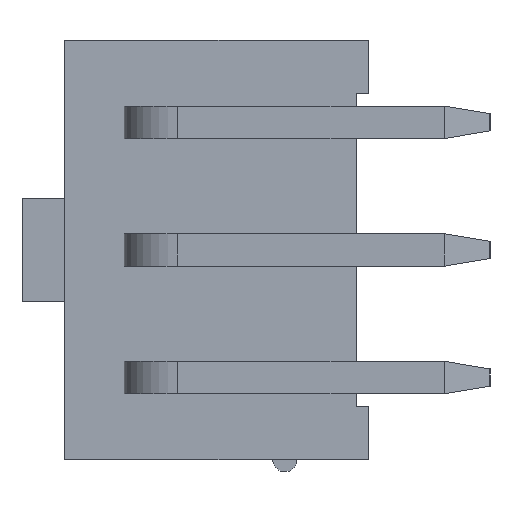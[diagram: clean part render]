
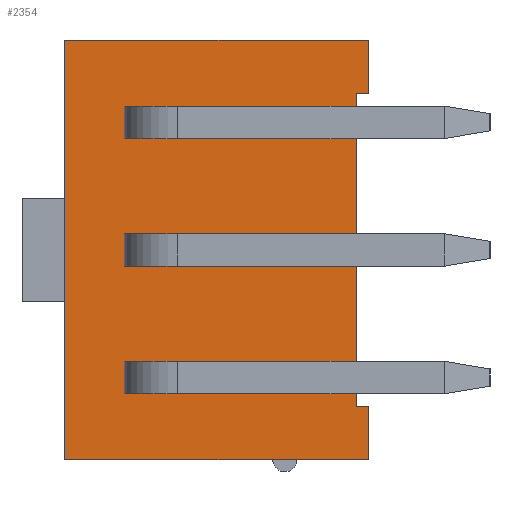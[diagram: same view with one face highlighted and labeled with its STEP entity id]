
A CAD part, left-side view. The second image highlights one B-rep face of the part: STEP entity #2354.
In plain terms, the highlighted planar face has unit normal (-1, 0, 0).
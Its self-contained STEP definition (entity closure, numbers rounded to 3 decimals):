
#1=DIRECTION('',(0.,-1.,0.));
#2=VECTOR('',#1,10.);
#3=CARTESIAN_POINT('',(-6.4,5.,6.9));
#4=LINE('',#3,#2);
#5=DIRECTION('',(0.,0.,-1.));
#6=VECTOR('',#5,1.75);
#7=CARTESIAN_POINT('',(-6.4,-5.,6.9));
#8=LINE('',#7,#6);
#9=DIRECTION('',(0.,1.,0.));
#10=VECTOR('',#9,0.4);
#11=CARTESIAN_POINT('',(-6.4,-5.,5.15));
#12=LINE('',#11,#10);
#13=DIRECTION('',(0.,0.,-1.));
#14=VECTOR('',#13,10.3);
#15=CARTESIAN_POINT('',(-6.4,-4.6,5.15));
#16=LINE('',#15,#14);
#17=DIRECTION('',(0.,-1.,0.));
#18=VECTOR('',#17,0.4);
#19=CARTESIAN_POINT('',(-6.4,-4.6,-5.15));
#20=LINE('',#19,#18);
#21=DIRECTION('',(0.,0.,-1.));
#22=VECTOR('',#21,1.75);
#23=CARTESIAN_POINT('',(-6.4,-5.,-5.15));
#24=LINE('',#23,#22);
#25=DIRECTION('',(0.,1.,0.));
#26=VECTOR('',#25,10.);
#27=CARTESIAN_POINT('',(-6.4,-5.,-6.9));
#28=LINE('',#27,#26);
#29=DIRECTION('',(0.,0.,1.));
#30=VECTOR('',#29,13.8);
#31=CARTESIAN_POINT('',(-6.4,5.,-6.9));
#32=LINE('',#31,#30);
#33=DIRECTION('',(0.,1.,0.));
#34=VECTOR('',#33,1.076);
#35=CARTESIAN_POINT('',(-6.4,-2.245,-4.735));
#36=LINE('',#35,#34);
#37=DIRECTION('',(0.,0.,1.));
#38=VECTOR('',#37,1.07);
#39=CARTESIAN_POINT('',(-6.4,-2.245,-4.735));
#40=LINE('',#39,#38);
#41=DIRECTION('',(0.,1.,0.));
#42=VECTOR('',#41,1.076);
#43=CARTESIAN_POINT('',(-6.4,-2.245,-3.665));
#44=LINE('',#43,#42);
#45=DIRECTION('',(0.,0.,1.));
#46=VECTOR('',#45,1.07);
#47=CARTESIAN_POINT('',(-6.4,-1.169,-4.735));
#48=LINE('',#47,#46);
#49=DIRECTION('',(0.,1.,0.));
#50=VECTOR('',#49,1.07);
#51=CARTESIAN_POINT('',(-6.4,1.965,-4.735));
#52=LINE('',#51,#50);
#53=DIRECTION('',(0.,0.,1.));
#54=VECTOR('',#53,1.07);
#55=CARTESIAN_POINT('',(-6.4,1.965,-4.735));
#56=LINE('',#55,#54);
#57=DIRECTION('',(0.,1.,0.));
#58=VECTOR('',#57,1.07);
#59=CARTESIAN_POINT('',(-6.4,1.965,-3.665));
#60=LINE('',#59,#58);
#61=DIRECTION('',(0.,0.,1.));
#62=VECTOR('',#61,1.07);
#63=CARTESIAN_POINT('',(-6.4,3.035,-4.735));
#64=LINE('',#63,#62);
#65=DIRECTION('',(0.,1.,0.));
#66=VECTOR('',#65,1.076);
#67=CARTESIAN_POINT('',(-6.4,-2.245,-0.535));
#68=LINE('',#67,#66);
#69=DIRECTION('',(0.,0.,1.));
#70=VECTOR('',#69,1.07);
#71=CARTESIAN_POINT('',(-6.4,-2.245,-0.535));
#72=LINE('',#71,#70);
#73=DIRECTION('',(0.,1.,0.));
#74=VECTOR('',#73,1.076);
#75=CARTESIAN_POINT('',(-6.4,-2.245,0.535));
#76=LINE('',#75,#74);
#77=DIRECTION('',(0.,0.,1.));
#78=VECTOR('',#77,1.07);
#79=CARTESIAN_POINT('',(-6.4,-1.169,-0.535));
#80=LINE('',#79,#78);
#81=DIRECTION('',(0.,1.,0.));
#82=VECTOR('',#81,1.07);
#83=CARTESIAN_POINT('',(-6.4,1.965,-0.535));
#84=LINE('',#83,#82);
#85=DIRECTION('',(0.,0.,1.));
#86=VECTOR('',#85,1.07);
#87=CARTESIAN_POINT('',(-6.4,1.965,-0.535));
#88=LINE('',#87,#86);
#89=DIRECTION('',(0.,1.,0.));
#90=VECTOR('',#89,1.07);
#91=CARTESIAN_POINT('',(-6.4,1.965,0.535));
#92=LINE('',#91,#90);
#93=DIRECTION('',(0.,0.,1.));
#94=VECTOR('',#93,1.07);
#95=CARTESIAN_POINT('',(-6.4,3.035,-0.535));
#96=LINE('',#95,#94);
#97=DIRECTION('',(0.,1.,0.));
#98=VECTOR('',#97,1.076);
#99=CARTESIAN_POINT('',(-6.4,-2.245,3.665));
#100=LINE('',#99,#98);
#101=DIRECTION('',(0.,0.,1.));
#102=VECTOR('',#101,1.07);
#103=CARTESIAN_POINT('',(-6.4,-2.245,3.665));
#104=LINE('',#103,#102);
#105=DIRECTION('',(0.,1.,0.));
#106=VECTOR('',#105,1.076);
#107=CARTESIAN_POINT('',(-6.4,-2.245,4.735));
#108=LINE('',#107,#106);
#109=DIRECTION('',(0.,0.,1.));
#110=VECTOR('',#109,1.07);
#111=CARTESIAN_POINT('',(-6.4,-1.169,3.665));
#112=LINE('',#111,#110);
#113=DIRECTION('',(0.,1.,0.));
#114=VECTOR('',#113,1.07);
#115=CARTESIAN_POINT('',(-6.4,1.965,3.665));
#116=LINE('',#115,#114);
#117=DIRECTION('',(0.,0.,1.));
#118=VECTOR('',#117,1.07);
#119=CARTESIAN_POINT('',(-6.4,1.965,3.665));
#120=LINE('',#119,#118);
#121=DIRECTION('',(0.,1.,0.));
#122=VECTOR('',#121,1.07);
#123=CARTESIAN_POINT('',(-6.4,1.965,4.735));
#124=LINE('',#123,#122);
#125=DIRECTION('',(0.,0.,1.));
#126=VECTOR('',#125,1.07);
#127=CARTESIAN_POINT('',(-6.4,3.035,3.665));
#128=LINE('',#127,#126);
#1735=CARTESIAN_POINT('',(-6.4,5.,6.9));
#1736=CARTESIAN_POINT('',(-6.4,-5.,6.9));
#1737=VERTEX_POINT('',#1735);
#1738=VERTEX_POINT('',#1736);
#1739=CARTESIAN_POINT('',(-6.4,-5.,5.15));
#1740=VERTEX_POINT('',#1739);
#1741=CARTESIAN_POINT('',(-6.4,-5.,-6.9));
#1742=CARTESIAN_POINT('',(-6.4,5.,-6.9));
#1743=VERTEX_POINT('',#1741);
#1744=VERTEX_POINT('',#1742);
#1753=CARTESIAN_POINT('',(-6.4,-4.6,5.15));
#1754=VERTEX_POINT('',#1753);
#1755=CARTESIAN_POINT('',(-6.4,-4.6,-5.15));
#1756=VERTEX_POINT('',#1755);
#1757=CARTESIAN_POINT('',(-6.4,-5.,-5.15));
#1758=VERTEX_POINT('',#1757);
#1815=CARTESIAN_POINT('',(-6.4,1.965,-4.735));
#1816=VERTEX_POINT('',#1815);
#1817=CARTESIAN_POINT('',(-6.4,3.035,-4.735));
#1818=VERTEX_POINT('',#1817);
#1819=CARTESIAN_POINT('',(-6.4,1.965,-3.665));
#1820=VERTEX_POINT('',#1819);
#1821=CARTESIAN_POINT('',(-6.4,3.035,-3.665));
#1822=VERTEX_POINT('',#1821);
#1863=CARTESIAN_POINT('',(-6.4,-2.245,-4.735));
#1864=CARTESIAN_POINT('',(-6.4,-1.169,-4.735));
#1865=VERTEX_POINT('',#1863);
#1866=VERTEX_POINT('',#1864);
#1867=CARTESIAN_POINT('',(-6.4,-2.245,-3.665));
#1868=CARTESIAN_POINT('',(-6.4,-1.169,-3.665));
#1869=VERTEX_POINT('',#1867);
#1870=VERTEX_POINT('',#1868);
#2055=CARTESIAN_POINT('',(-6.4,-2.245,-0.535));
#2056=CARTESIAN_POINT('',(-6.4,-1.169,-0.535));
#2057=VERTEX_POINT('',#2055);
#2058=VERTEX_POINT('',#2056);
#2059=CARTESIAN_POINT('',(-6.4,1.965,-0.535));
#2060=CARTESIAN_POINT('',(-6.4,3.035,-0.535));
#2061=VERTEX_POINT('',#2059);
#2062=VERTEX_POINT('',#2060);
#2063=CARTESIAN_POINT('',(-6.4,-2.245,0.535));
#2064=CARTESIAN_POINT('',(-6.4,-1.169,0.535));
#2065=VERTEX_POINT('',#2063);
#2066=VERTEX_POINT('',#2064);
#2067=CARTESIAN_POINT('',(-6.4,1.965,0.535));
#2068=CARTESIAN_POINT('',(-6.4,3.035,0.535));
#2069=VERTEX_POINT('',#2067);
#2070=VERTEX_POINT('',#2068);
#2111=CARTESIAN_POINT('',(-6.4,-2.245,3.665));
#2112=CARTESIAN_POINT('',(-6.4,-1.169,3.665));
#2113=VERTEX_POINT('',#2111);
#2114=VERTEX_POINT('',#2112);
#2115=CARTESIAN_POINT('',(-6.4,1.965,3.665));
#2116=CARTESIAN_POINT('',(-6.4,3.035,3.665));
#2117=VERTEX_POINT('',#2115);
#2118=VERTEX_POINT('',#2116);
#2119=CARTESIAN_POINT('',(-6.4,-2.245,4.735));
#2120=CARTESIAN_POINT('',(-6.4,-1.169,4.735));
#2121=VERTEX_POINT('',#2119);
#2122=VERTEX_POINT('',#2120);
#2123=CARTESIAN_POINT('',(-6.4,1.965,4.735));
#2124=CARTESIAN_POINT('',(-6.4,3.035,4.735));
#2125=VERTEX_POINT('',#2123);
#2126=VERTEX_POINT('',#2124);
#2271=CARTESIAN_POINT('',(-6.4,0.,0.));
#2272=DIRECTION('',(1.,0.,0.));
#2273=DIRECTION('',(0.,0.,-1.));
#2274=AXIS2_PLACEMENT_3D('',#2271,#2272,#2273);
#2275=PLANE('',#2274);
#2277=ORIENTED_EDGE('',*,*,#2276,.T.);
#2279=ORIENTED_EDGE('',*,*,#2278,.T.);
#2281=ORIENTED_EDGE('',*,*,#2280,.T.);
#2283=ORIENTED_EDGE('',*,*,#2282,.T.);
#2285=ORIENTED_EDGE('',*,*,#2284,.T.);
#2287=ORIENTED_EDGE('',*,*,#2286,.T.);
#2289=ORIENTED_EDGE('',*,*,#2288,.T.);
#2291=ORIENTED_EDGE('',*,*,#2290,.T.);
#2292=EDGE_LOOP('',(#2277,#2279,#2281,#2283,#2285,#2287,#2289,#2291));
#2293=FACE_OUTER_BOUND('',#2292,.F.);
#2295=ORIENTED_EDGE('',*,*,#2294,.F.);
#2297=ORIENTED_EDGE('',*,*,#2296,.T.);
#2299=ORIENTED_EDGE('',*,*,#2298,.T.);
#2301=ORIENTED_EDGE('',*,*,#2300,.F.);
#2302=EDGE_LOOP('',(#2295,#2297,#2299,#2301));
#2303=FACE_BOUND('',#2302,.F.);
#2305=ORIENTED_EDGE('',*,*,#2304,.F.);
#2307=ORIENTED_EDGE('',*,*,#2306,.T.);
#2309=ORIENTED_EDGE('',*,*,#2308,.T.);
#2311=ORIENTED_EDGE('',*,*,#2310,.F.);
#2312=EDGE_LOOP('',(#2305,#2307,#2309,#2311));
#2313=FACE_BOUND('',#2312,.F.);
#2315=ORIENTED_EDGE('',*,*,#2314,.F.);
#2317=ORIENTED_EDGE('',*,*,#2316,.T.);
#2319=ORIENTED_EDGE('',*,*,#2318,.T.);
#2321=ORIENTED_EDGE('',*,*,#2320,.F.);
#2322=EDGE_LOOP('',(#2315,#2317,#2319,#2321));
#2323=FACE_BOUND('',#2322,.F.);
#2325=ORIENTED_EDGE('',*,*,#2324,.F.);
#2327=ORIENTED_EDGE('',*,*,#2326,.T.);
#2329=ORIENTED_EDGE('',*,*,#2328,.T.);
#2331=ORIENTED_EDGE('',*,*,#2330,.F.);
#2332=EDGE_LOOP('',(#2325,#2327,#2329,#2331));
#2333=FACE_BOUND('',#2332,.F.);
#2335=ORIENTED_EDGE('',*,*,#2334,.F.);
#2337=ORIENTED_EDGE('',*,*,#2336,.T.);
#2339=ORIENTED_EDGE('',*,*,#2338,.T.);
#2341=ORIENTED_EDGE('',*,*,#2340,.F.);
#2342=EDGE_LOOP('',(#2335,#2337,#2339,#2341));
#2343=FACE_BOUND('',#2342,.F.);
#2345=ORIENTED_EDGE('',*,*,#2344,.F.);
#2347=ORIENTED_EDGE('',*,*,#2346,.T.);
#2349=ORIENTED_EDGE('',*,*,#2348,.T.);
#2351=ORIENTED_EDGE('',*,*,#2350,.F.);
#2352=EDGE_LOOP('',(#2345,#2347,#2349,#2351));
#2353=FACE_BOUND('',#2352,.F.);
#2354=ADVANCED_FACE('',(#2293,#2303,#2313,#2323,#2333,#2343,#2353),#2275,.F.);
#2276=EDGE_CURVE('',#1737,#1738,#4,.T.);
#2278=EDGE_CURVE('',#1738,#1740,#8,.T.);
#2280=EDGE_CURVE('',#1740,#1754,#12,.T.);
#2282=EDGE_CURVE('',#1754,#1756,#16,.T.);
#2284=EDGE_CURVE('',#1756,#1758,#20,.T.);
#2286=EDGE_CURVE('',#1758,#1743,#24,.T.);
#2288=EDGE_CURVE('',#1743,#1744,#28,.T.);
#2290=EDGE_CURVE('',#1744,#1737,#32,.T.);
#2294=EDGE_CURVE('',#1865,#1866,#36,.T.);
#2296=EDGE_CURVE('',#1865,#1869,#40,.T.);
#2298=EDGE_CURVE('',#1869,#1870,#44,.T.);
#2300=EDGE_CURVE('',#1866,#1870,#48,.T.);
#2304=EDGE_CURVE('',#1816,#1818,#52,.T.);
#2306=EDGE_CURVE('',#1816,#1820,#56,.T.);
#2308=EDGE_CURVE('',#1820,#1822,#60,.T.);
#2310=EDGE_CURVE('',#1818,#1822,#64,.T.);
#2314=EDGE_CURVE('',#2057,#2058,#68,.T.);
#2316=EDGE_CURVE('',#2057,#2065,#72,.T.);
#2318=EDGE_CURVE('',#2065,#2066,#76,.T.);
#2320=EDGE_CURVE('',#2058,#2066,#80,.T.);
#2324=EDGE_CURVE('',#2061,#2062,#84,.T.);
#2326=EDGE_CURVE('',#2061,#2069,#88,.T.);
#2328=EDGE_CURVE('',#2069,#2070,#92,.T.);
#2330=EDGE_CURVE('',#2062,#2070,#96,.T.);
#2334=EDGE_CURVE('',#2113,#2114,#100,.T.);
#2336=EDGE_CURVE('',#2113,#2121,#104,.T.);
#2338=EDGE_CURVE('',#2121,#2122,#108,.T.);
#2340=EDGE_CURVE('',#2114,#2122,#112,.T.);
#2344=EDGE_CURVE('',#2117,#2118,#116,.T.);
#2346=EDGE_CURVE('',#2117,#2125,#120,.T.);
#2348=EDGE_CURVE('',#2125,#2126,#124,.T.);
#2350=EDGE_CURVE('',#2118,#2126,#128,.T.);
